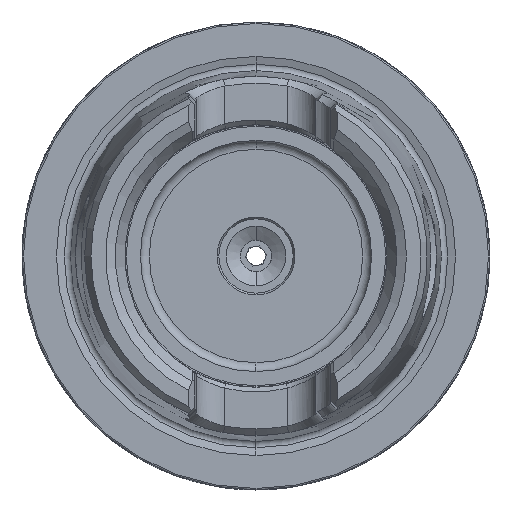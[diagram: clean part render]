
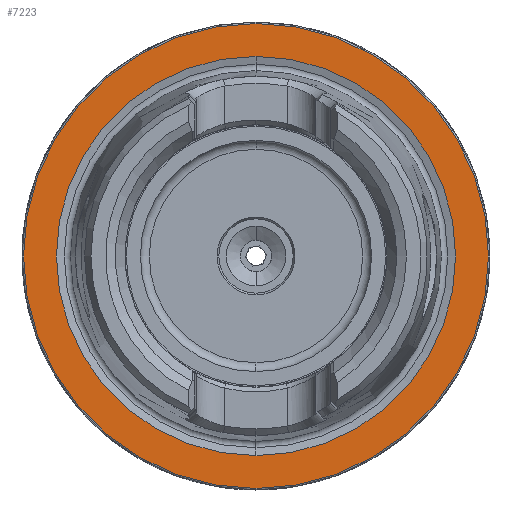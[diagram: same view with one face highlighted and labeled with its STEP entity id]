
A CAD part, left-side view. The second image highlights one B-rep face of the part: STEP entity #7223.
In plain terms, the highlighted planar face has unit normal (-1, 0, 0).
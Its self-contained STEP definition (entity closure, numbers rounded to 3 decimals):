
#922 = CARTESIAN_POINT ( 'NONE',  ( 0., 0., 0. ) ) ;
#923 = DIRECTION ( 'NONE',  ( -1., 0., 0. ) ) ;
#924 = DIRECTION ( 'NONE',  ( 0., 0., 1. ) ) ;
#929 = CARTESIAN_POINT ( 'NONE',  ( 0., 0., 0. ) ) ;
#930 = DIRECTION ( 'NONE',  ( -1., 0., 0. ) ) ;
#931 = DIRECTION ( 'NONE',  ( 0., 0., 1. ) ) ;
#1136 = CARTESIAN_POINT ( 'NONE',  ( 0., 0., 0. ) ) ;
#1137 = DIRECTION ( 'NONE',  ( -1., 0., 0. ) ) ;
#1138 = DIRECTION ( 'NONE',  ( 0., 0., 1. ) ) ;
#1139 = CARTESIAN_POINT ( 'NONE',  ( 0., 0., 0. ) ) ;
#1140 = DIRECTION ( 'NONE',  ( -1., 0., 0. ) ) ;
#1141 = DIRECTION ( 'NONE',  ( 0., 0., 1. ) ) ;
#3436 = CARTESIAN_POINT ( 'NONE',  ( 0., 31.275, 0. ) ) ;
#3437 = PLANE ( 'NONE',  #3912 ) ;
#3442 = DIRECTION ( 'NONE',  ( 1., 0., 0. ) ) ;
#3443 = DIRECTION ( 'NONE',  ( 0., 0., -1. ) ) ;
#3912 = AXIS2_PLACEMENT_3D ( 'NONE', #3436, #3442, #3443 ) ;
#4442 = EDGE_CURVE ( 'NONE', #9152, #9450, #5153, .T. ) ;
#4445 = EDGE_CURVE ( 'NONE', #9461, #9374, #5159, .T. ) ;
#4505 = EDGE_CURVE ( 'NONE', #9374, #9461, #5201, .T. ) ;
#4506 = EDGE_CURVE ( 'NONE', #9450, #9152, #5204, .T. ) ;
#4891 = AXIS2_PLACEMENT_3D ( 'NONE', #922, #923, #924 ) ;
#4893 = AXIS2_PLACEMENT_3D ( 'NONE', #929, #930, #931 ) ;
#4923 = AXIS2_PLACEMENT_3D ( 'NONE', #1136, #1137, #1138 ) ;
#4924 = AXIS2_PLACEMENT_3D ( 'NONE', #1139, #1140, #1141 ) ;
#5153 = CIRCLE ( 'NONE', #4891, 26.85 ) ;
#5159 = CIRCLE ( 'NONE', #4893, 31.275 ) ;
#5201 = CIRCLE ( 'NONE', #4923, 31.275 ) ;
#5204 = CIRCLE ( 'NONE', #4924, 26.85 ) ;
#5549 = FACE_BOUND ( 'NONE', #10114, .T. ) ;
#5556 = FACE_OUTER_BOUND ( 'NONE', #10115, .T. ) ;
#6685 = CARTESIAN_POINT ( 'NONE',  ( 0., 0., -26.85 ) ) ;
#6907 = CARTESIAN_POINT ( 'NONE',  ( 0., 0., -31.275 ) ) ;
#6983 = CARTESIAN_POINT ( 'NONE',  ( 0., 0., 26.85 ) ) ;
#6994 = CARTESIAN_POINT ( 'NONE',  ( 0., 0., 31.275 ) ) ;
#7223 = ADVANCED_FACE ( 'NONE', ( #5549, #5556 ), #3437, .F. ) ;
#9152 = VERTEX_POINT ( 'NONE', #6685 ) ;
#9374 = VERTEX_POINT ( 'NONE', #6907 ) ;
#9450 = VERTEX_POINT ( 'NONE', #6983 ) ;
#9461 = VERTEX_POINT ( 'NONE', #6994 ) ;
#10114 = EDGE_LOOP ( 'NONE', ( #10543, #10542 ) ) ;
#10115 = EDGE_LOOP ( 'NONE', ( #10541, #10540 ) ) ;
#10540 = ORIENTED_EDGE ( 'NONE', *, *, #4505, .T. ) ;
#10541 = ORIENTED_EDGE ( 'NONE', *, *, #4445, .T. ) ;
#10542 = ORIENTED_EDGE ( 'NONE', *, *, #4442, .F. ) ;
#10543 = ORIENTED_EDGE ( 'NONE', *, *, #4506, .F. ) ;
